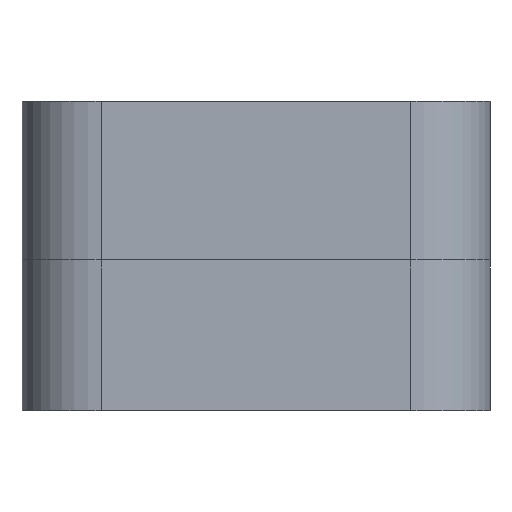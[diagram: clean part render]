
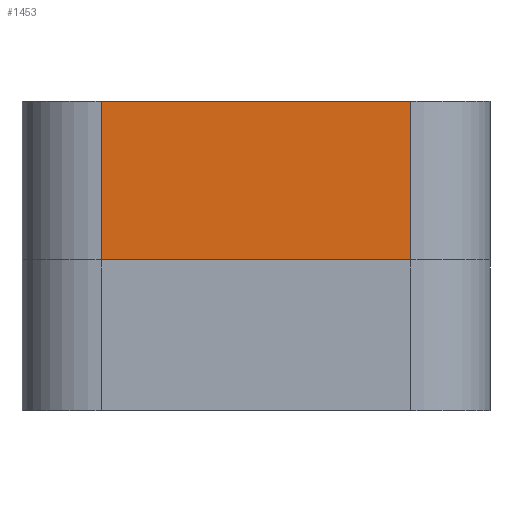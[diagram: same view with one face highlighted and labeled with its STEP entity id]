
A CAD part, front view. The second image highlights one B-rep face of the part: STEP entity #1453.
In plain terms, the highlighted planar face has unit normal (0, -1, 0).
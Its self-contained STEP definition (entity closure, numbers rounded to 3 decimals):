
#126 = VECTOR ( 'NONE', #462, 1000. ) ;
#155 = LINE ( 'NONE', #2075, #900 ) ;
#380 = CARTESIAN_POINT ( 'NONE',  ( 7.8, -14.8, 0. ) ) ;
#458 = CARTESIAN_POINT ( 'NONE',  ( -11.8, -14.8, 8. ) ) ;
#462 = DIRECTION ( 'NONE',  ( 0., 0., 1. ) ) ;
#711 = EDGE_CURVE ( 'NONE', #3230, #5961, #6174, .T. ) ;
#773 = ORIENTED_EDGE ( 'NONE', *, *, #711, .T. ) ;
#900 = VECTOR ( 'NONE', #5909, 1000. ) ;
#925 = CARTESIAN_POINT ( 'NONE',  ( -11.8, -14.8, 0. ) ) ;
#1134 = DIRECTION ( 'NONE',  ( 1., 0., 0. ) ) ;
#1453 = ADVANCED_FACE ( 'NONE', ( #4738 ), #1867, .F. ) ;
#1696 = CARTESIAN_POINT ( 'NONE',  ( -7.8, -14.8, 0. ) ) ;
#1843 = CARTESIAN_POINT ( 'NONE',  ( 7.8, -14.8, 8. ) ) ;
#1867 = PLANE ( 'NONE',  #4402 ) ;
#2075 = CARTESIAN_POINT ( 'NONE',  ( -7.8, -14.8, 8. ) ) ;
#2179 = VERTEX_POINT ( 'NONE', #2428 ) ;
#2306 = EDGE_CURVE ( 'NONE', #2179, #3230, #155, .T. ) ;
#2428 = CARTESIAN_POINT ( 'NONE',  ( -7.8, -14.8, 8. ) ) ;
#2673 = ORIENTED_EDGE ( 'NONE', *, *, #5810, .F. ) ;
#2736 = ORIENTED_EDGE ( 'NONE', *, *, #3892, .T. ) ;
#2782 = DIRECTION ( 'NONE',  ( 1., 0., 0. ) ) ;
#3027 = CARTESIAN_POINT ( 'NONE',  ( -11.8, -14.8, 8. ) ) ;
#3030 = VECTOR ( 'NONE', #1134, 1000. ) ;
#3120 = LINE ( 'NONE', #3027, #3030 ) ;
#3138 = VECTOR ( 'NONE', #2782, 1000. ) ;
#3174 = LINE ( 'NONE', #1843, #126 ) ;
#3230 = VERTEX_POINT ( 'NONE', #1696 ) ;
#3320 = DIRECTION ( 'NONE',  ( -1., 0., 0. ) ) ;
#3799 = DIRECTION ( 'NONE',  ( 0., 1., 0. ) ) ;
#3892 = EDGE_CURVE ( 'NONE', #5961, #4308, #3174, .T. ) ;
#4052 = ORIENTED_EDGE ( 'NONE', *, *, #2306, .T. ) ;
#4308 = VERTEX_POINT ( 'NONE', #4353 ) ;
#4353 = CARTESIAN_POINT ( 'NONE',  ( 7.8, -14.8, 8. ) ) ;
#4402 = AXIS2_PLACEMENT_3D ( 'NONE', #458, #3799, #3320 ) ;
#4554 = EDGE_LOOP ( 'NONE', ( #2673, #4052, #773, #2736 ) ) ;
#4738 = FACE_OUTER_BOUND ( 'NONE', #4554, .T. ) ;
#5810 = EDGE_CURVE ( 'NONE', #2179, #4308, #3120, .T. ) ;
#5909 = DIRECTION ( 'NONE',  ( 0., 0., -1. ) ) ;
#5961 = VERTEX_POINT ( 'NONE', #380 ) ;
#6174 = LINE ( 'NONE', #925, #3138 ) ;
